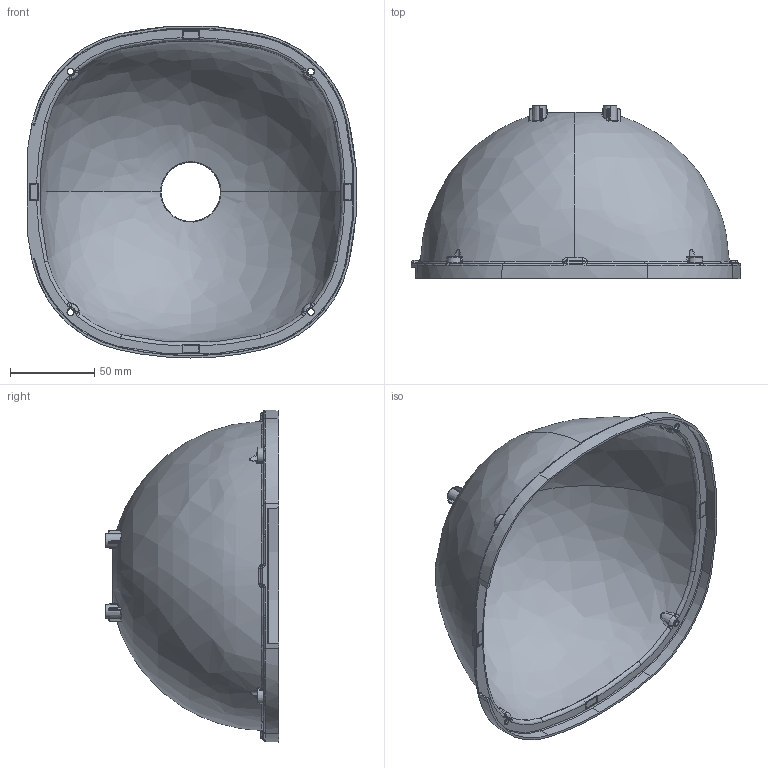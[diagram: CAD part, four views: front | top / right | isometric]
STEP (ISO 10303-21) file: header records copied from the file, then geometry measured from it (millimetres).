
FILE_DESCRIPTION (( 'STEP AP214' ), '1' );
FILE_NAME ('OPT2429.STEP', '2023-03-07T18:24:54', ( '' ), ( '' ), 'SwSTEP 2.0', 'SolidWorks 2021', '' );
FILE_SCHEMA (( 'AUTOMOTIVE_DESIGN' ));
Length unit declared in the file: inch
Products named in the file (1): OPT2429
Bounding box: 195.16 x 102.75 x 196.8 mm (x, y, z)
Volume: 118890.8 mm3; surface area: 123957.9 mm2
Topology: 1 solids, 1 shells, 865 faces, 2032 edges, 1148 vertices
Faces by surface type: bspline 490, cylinder 172, plane 137, cone 66
Entity records: 45234 total; most frequent: CARTESIAN_POINT 29076, ORIENTED_EDGE 3984, DIRECTION 2564, EDGE_CURVE 1992, VERTEX_POINT 1148, AXIS2_PLACEMENT_3D 1076, EDGE_LOOP 894, FACE_OUTER_BOUND 865
